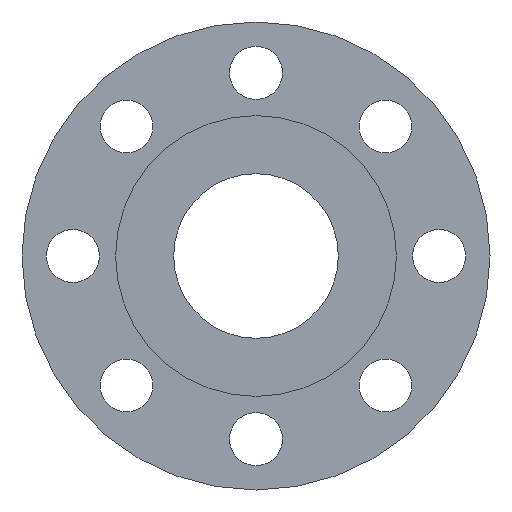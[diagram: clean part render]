
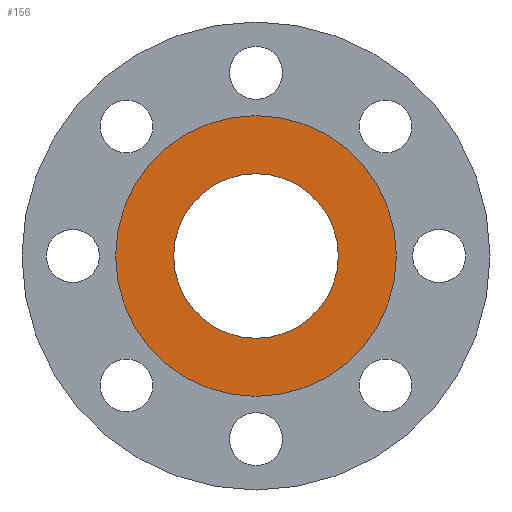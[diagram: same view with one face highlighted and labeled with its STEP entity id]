
A CAD part, front view. The second image highlights one B-rep face of the part: STEP entity #156.
In plain terms, the highlighted planar face has unit normal (0, -1, 0).
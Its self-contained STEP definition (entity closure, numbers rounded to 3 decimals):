
#13 = CARTESIAN_POINT ( 'NONE',  ( 0., 0., 40.45 ) ) ;
#70 = VERTEX_POINT ( 'NONE', #516 ) ;
#156 = ADVANCED_FACE ( 'NONE', ( #616, #950 ), #188, .T. ) ;
#176 = DIRECTION ( 'NONE',  ( 0., 1., 0. ) ) ;
#188 = PLANE ( 'NONE',  #615 ) ;
#199 = DIRECTION ( 'NONE',  ( 0., 1., 0. ) ) ;
#201 = EDGE_CURVE ( 'NONE', #342, #671, #983, .T. ) ;
#226 = CIRCLE ( 'NONE', #660, 40.45 ) ;
#252 = DIRECTION ( 'NONE',  ( 0., 0., 1. ) ) ;
#253 = CARTESIAN_POINT ( 'NONE',  ( 0., 0., 0. ) ) ;
#256 = ORIENTED_EDGE ( 'NONE', *, *, #201, .T. ) ;
#282 = CARTESIAN_POINT ( 'NONE',  ( 0., 0., 0. ) ) ;
#284 = EDGE_CURVE ( 'NONE', #70, #1092, #694, .T. ) ;
#287 = CARTESIAN_POINT ( 'NONE',  ( 0., 0., -69. ) ) ;
#336 = EDGE_LOOP ( 'NONE', ( #644, #569 ) ) ;
#342 = VERTEX_POINT ( 'NONE', #635 ) ;
#466 = CARTESIAN_POINT ( 'NONE',  ( 0., 0., 0. ) ) ;
#500 = AXIS2_PLACEMENT_3D ( 'NONE', #282, #627, #1024 ) ;
#516 = CARTESIAN_POINT ( 'NONE',  ( 0., 0., 69. ) ) ;
#550 = EDGE_CURVE ( 'NONE', #1092, #70, #987, .T. ) ;
#569 = ORIENTED_EDGE ( 'NONE', *, *, #550, .F. ) ;
#587 = ORIENTED_EDGE ( 'NONE', *, *, #854, .T. ) ;
#595 = DIRECTION ( 'NONE',  ( 0., 1., 0. ) ) ;
#615 = AXIS2_PLACEMENT_3D ( 'NONE', #793, #621, #788 ) ;
#616 = FACE_BOUND ( 'NONE', #890, .T. ) ;
#621 = DIRECTION ( 'NONE',  ( 0., -1., 0. ) ) ;
#627 = DIRECTION ( 'NONE',  ( 0., 1., 0. ) ) ;
#635 = CARTESIAN_POINT ( 'NONE',  ( 0., 0., -40.45 ) ) ;
#644 = ORIENTED_EDGE ( 'NONE', *, *, #284, .F. ) ;
#660 = AXIS2_PLACEMENT_3D ( 'NONE', #1011, #176, #252 ) ;
#671 = VERTEX_POINT ( 'NONE', #13 ) ;
#694 = CIRCLE ( 'NONE', #829, 69. ) ;
#788 = DIRECTION ( 'NONE',  ( 0., 0., -1. ) ) ;
#793 = CARTESIAN_POINT ( 'NONE',  ( 0., 0., 40.45 ) ) ;
#796 = AXIS2_PLACEMENT_3D ( 'NONE', #253, #595, #927 ) ;
#804 = DIRECTION ( 'NONE',  ( 0., 0., 1. ) ) ;
#829 = AXIS2_PLACEMENT_3D ( 'NONE', #466, #199, #804 ) ;
#854 = EDGE_CURVE ( 'NONE', #671, #342, #226, .T. ) ;
#890 = EDGE_LOOP ( 'NONE', ( #587, #256 ) ) ;
#927 = DIRECTION ( 'NONE',  ( 0., 0., 1. ) ) ;
#950 = FACE_OUTER_BOUND ( 'NONE', #336, .T. ) ;
#983 = CIRCLE ( 'NONE', #500, 40.45 ) ;
#987 = CIRCLE ( 'NONE', #796, 69. ) ;
#1011 = CARTESIAN_POINT ( 'NONE',  ( 0., 0., 0. ) ) ;
#1024 = DIRECTION ( 'NONE',  ( 0., 0., 1. ) ) ;
#1092 = VERTEX_POINT ( 'NONE', #287 ) ;
